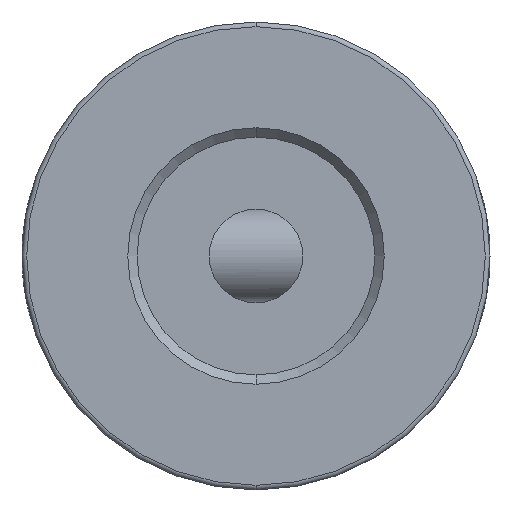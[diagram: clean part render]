
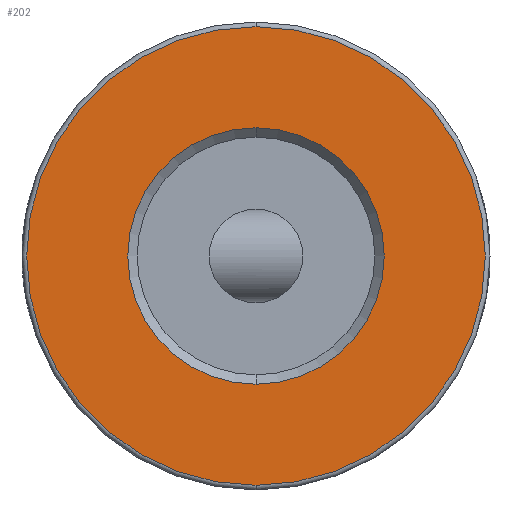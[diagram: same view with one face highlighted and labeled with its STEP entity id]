
A CAD part, front view. The second image highlights one B-rep face of the part: STEP entity #202.
In plain terms, the highlighted planar face has unit normal (0, -1, 0).
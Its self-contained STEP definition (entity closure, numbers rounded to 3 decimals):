
#106 = VERTEX_POINT ( 'NONE', #2627 ) ;
#202 = ADVANCED_FACE ( 'NONE', ( #1764, #246 ), #3374, .F. ) ;
#227 = DIRECTION ( 'NONE',  ( 0., 1., 0. ) ) ;
#235 = ORIENTED_EDGE ( 'NONE', *, *, #3199, .T. ) ;
#246 = FACE_BOUND ( 'NONE', #1757, .T. ) ;
#375 = VERTEX_POINT ( 'NONE', #2311 ) ;
#400 = CARTESIAN_POINT ( 'NONE',  ( -22.505, -17.652, 62.25 ) ) ;
#450 = CIRCLE ( 'NONE', #2525, 12.25 ) ;
#685 = DIRECTION ( 'NONE',  ( 0., 0., 1. ) ) ;
#724 = AXIS2_PLACEMENT_3D ( 'NONE', #3403, #2602, #685 ) ;
#740 = AXIS2_PLACEMENT_3D ( 'NONE', #1619, #1602, #2681 ) ;
#798 = VERTEX_POINT ( 'NONE', #400 ) ;
#850 = DIRECTION ( 'NONE',  ( 0., -1., 0. ) ) ;
#934 = VERTEX_POINT ( 'NONE', #1586 ) ;
#1047 = DIRECTION ( 'NONE',  ( 0., 0., 1. ) ) ;
#1080 = EDGE_CURVE ( 'NONE', #106, #934, #2252, .T. ) ;
#1200 = CARTESIAN_POINT ( 'NONE',  ( -22.505, -17.652, 50. ) ) ;
#1451 = CIRCLE ( 'NONE', #3239, 12.25 ) ;
#1586 = CARTESIAN_POINT ( 'NONE',  ( -22.505, -17.652, 43.15 ) ) ;
#1595 = DIRECTION ( 'NONE',  ( 0., 0., 1. ) ) ;
#1602 = DIRECTION ( 'NONE',  ( 0., 1., 0. ) ) ;
#1610 = CARTESIAN_POINT ( 'NONE',  ( -22.505, -17.652, 50. ) ) ;
#1619 = CARTESIAN_POINT ( 'NONE',  ( -22.505, -17.652, 50. ) ) ;
#1757 = EDGE_LOOP ( 'NONE', ( #2068, #2507 ) ) ;
#1764 = FACE_OUTER_BOUND ( 'NONE', #2530, .T. ) ;
#1836 = CARTESIAN_POINT ( 'NONE',  ( -22.505, -17.652, 50. ) ) ;
#2068 = ORIENTED_EDGE ( 'NONE', *, *, #3404, .T. ) ;
#2252 = CIRCLE ( 'NONE', #740, 6.85 ) ;
#2267 = DIRECTION ( 'NONE',  ( 0., -1., 0. ) ) ;
#2311 = CARTESIAN_POINT ( 'NONE',  ( -22.505, -17.652, 37.75 ) ) ;
#2455 = EDGE_CURVE ( 'NONE', #375, #798, #450, .T. ) ;
#2507 = ORIENTED_EDGE ( 'NONE', *, *, #1080, .T. ) ;
#2525 = AXIS2_PLACEMENT_3D ( 'NONE', #1610, #850, #1595 ) ;
#2530 = EDGE_LOOP ( 'NONE', ( #235, #3271 ) ) ;
#2602 = DIRECTION ( 'NONE',  ( 0., 1., 0. ) ) ;
#2627 = CARTESIAN_POINT ( 'NONE',  ( -22.505, -17.652, 56.85 ) ) ;
#2681 = DIRECTION ( 'NONE',  ( 0., 0., 1. ) ) ;
#2800 = CIRCLE ( 'NONE', #724, 6.85 ) ;
#3064 = AXIS2_PLACEMENT_3D ( 'NONE', #1836, #227, #1047 ) ;
#3199 = EDGE_CURVE ( 'NONE', #798, #375, #1451, .T. ) ;
#3239 = AXIS2_PLACEMENT_3D ( 'NONE', #1200, #2267, #3333 ) ;
#3271 = ORIENTED_EDGE ( 'NONE', *, *, #2455, .T. ) ;
#3333 = DIRECTION ( 'NONE',  ( 0., 0., 1. ) ) ;
#3374 = PLANE ( 'NONE',  #3064 ) ;
#3403 = CARTESIAN_POINT ( 'NONE',  ( -22.505, -17.652, 50. ) ) ;
#3404 = EDGE_CURVE ( 'NONE', #934, #106, #2800, .T. ) ;
